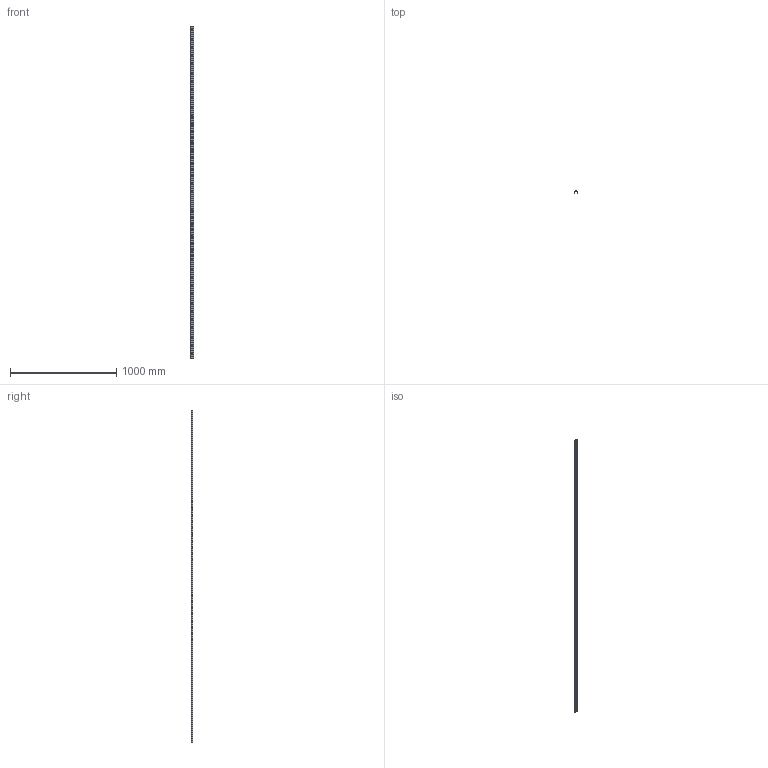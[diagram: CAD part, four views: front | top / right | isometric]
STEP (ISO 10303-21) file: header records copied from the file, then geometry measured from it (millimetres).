
FILE_DESCRIPTION (( 'STEP AP214' ), '1' );
FILE_NAME ('S-LBX 30-3120.STEP', '2023-11-14T11:27:05', ( '' ), ( '' ), 'SwSTEP 2.0', 'SolidWorks 2020', '' );
FILE_SCHEMA (( 'AUTOMOTIVE_DESIGN' ));
Length unit declared in the file: millimetre
Products named in the file (1): S-LBX 30-3120
Bounding box: 29.47 x 15 x 3120 mm (x, y, z)
Volume: 356944 mm3; surface area: 303667.8 mm2
Topology: 1 solids, 1 shells, 219 faces, 651 edges, 434 vertices
Faces by surface type: cylinder 127, plane 92
Entity records: 7629 total; most frequent: DIRECTION 1345, CARTESIAN_POINT 1305, ORIENTED_EDGE 1302, EDGE_CURVE 651, AXIS2_PLACEMENT_3D 474, VERTEX_POINT 434, LINE 397, VECTOR 397
